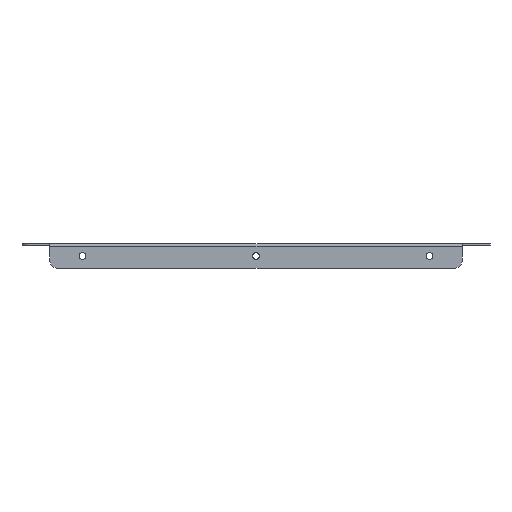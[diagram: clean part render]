
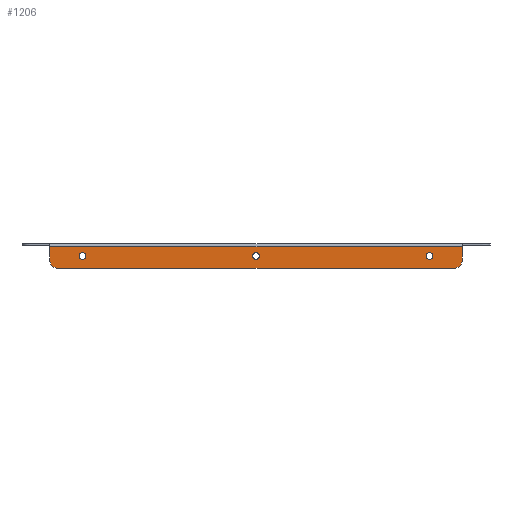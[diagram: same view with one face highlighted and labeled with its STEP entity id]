
A CAD part, front view. The second image highlights one B-rep face of the part: STEP entity #1206.
In plain terms, the highlighted planar face has unit normal (0, -1, 0).
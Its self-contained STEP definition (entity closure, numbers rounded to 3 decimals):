
#36 = EDGE_CURVE ( 'NONE', #1207, #251, #773, .T. ) ;
#42 = DIRECTION ( 'NONE',  ( 1., 0., 0. ) ) ;
#60 = DIRECTION ( 'NONE',  ( 0., 1., 0. ) ) ;
#65 = AXIS2_PLACEMENT_3D ( 'NONE', #1526, #659, #2009 ) ;
#88 = CARTESIAN_POINT ( 'NONE',  ( -126.25, -99.8, -1.8 ) ) ;
#92 = AXIS2_PLACEMENT_3D ( 'NONE', #1464, #246, #1642 ) ;
#170 = EDGE_CURVE ( 'NONE', #607, #1207, #1112, .T. ) ;
#171 = ORIENTED_EDGE ( 'NONE', *, *, #1870, .T. ) ;
#192 = VERTEX_POINT ( 'NONE', #1790 ) ;
#216 = EDGE_CURVE ( 'NONE', #192, #850, #1282, .T. ) ;
#230 = EDGE_LOOP ( 'NONE', ( #282, #891, #1876, #2182, #1714, #1019 ) ) ;
#246 = DIRECTION ( 'NONE',  ( 0., 1., 0. ) ) ;
#251 = VERTEX_POINT ( 'NONE', #633 ) ;
#267 = CARTESIAN_POINT ( 'NONE',  ( 0., -99.8, -5.4 ) ) ;
#282 = ORIENTED_EDGE ( 'NONE', *, *, #170, .T. ) ;
#301 = EDGE_CURVE ( 'NONE', #251, #856, #1137, .T. ) ;
#350 = AXIS2_PLACEMENT_3D ( 'NONE', #1219, #1546, #1020 ) ;
#362 = ORIENTED_EDGE ( 'NONE', *, *, #418, .T. ) ;
#372 = VECTOR ( 'NONE', #1709, 1000. ) ;
#376 = CARTESIAN_POINT ( 'NONE',  ( 126.25, -99.8, -1.8 ) ) ;
#406 = EDGE_CURVE ( 'NONE', #607, #850, #477, .T. ) ;
#417 = FACE_BOUND ( 'NONE', #1787, .T. ) ;
#418 = EDGE_CURVE ( 'NONE', #1155, #709, #1782, .T. ) ;
#419 = CIRCLE ( 'NONE', #1183, 5. ) ;
#444 = PLANE ( 'NONE',  #92 ) ;
#473 = FACE_BOUND ( 'NONE', #1764, .T. ) ;
#477 = LINE ( 'NONE', #376, #803 ) ;
#498 = DIRECTION ( 'NONE',  ( 0., 1., 0. ) ) ;
#575 = CARTESIAN_POINT ( 'NONE',  ( -126.25, -99.8, 0. ) ) ;
#584 = CARTESIAN_POINT ( 'NONE',  ( 106.25, -99.8, -7.5 ) ) ;
#607 = VERTEX_POINT ( 'NONE', #88 ) ;
#610 = VERTEX_POINT ( 'NONE', #267 ) ;
#627 = CARTESIAN_POINT ( 'NONE',  ( 106.25, -99.8, -9.6 ) ) ;
#633 = CARTESIAN_POINT ( 'NONE',  ( -121.25, -99.8, -15. ) ) ;
#659 = DIRECTION ( 'NONE',  ( 0., -1., 0. ) ) ;
#673 = DIRECTION ( 'NONE',  ( 0., 0., 1. ) ) ;
#709 = VERTEX_POINT ( 'NONE', #627 ) ;
#713 = DIRECTION ( 'NONE',  ( 0., 0., 1. ) ) ;
#734 = ORIENTED_EDGE ( 'NONE', *, *, #1751, .T. ) ;
#773 = CIRCLE ( 'NONE', #65, 5. ) ;
#803 = VECTOR ( 'NONE', #42, 1000. ) ;
#837 = EDGE_CURVE ( 'NONE', #970, #610, #1555, .T. ) ;
#850 = VERTEX_POINT ( 'NONE', #983 ) ;
#856 = VERTEX_POINT ( 'NONE', #1887 ) ;
#857 = AXIS2_PLACEMENT_3D ( 'NONE', #2183, #1318, #1673 ) ;
#861 = CARTESIAN_POINT ( 'NONE',  ( 0., -99.8, -15. ) ) ;
#891 = ORIENTED_EDGE ( 'NONE', *, *, #36, .T. ) ;
#893 = EDGE_CURVE ( 'NONE', #856, #192, #419, .T. ) ;
#954 = DIRECTION ( 'NONE',  ( 0., 0., 1. ) ) ;
#970 = VERTEX_POINT ( 'NONE', #1576 ) ;
#983 = CARTESIAN_POINT ( 'NONE',  ( 126.25, -99.8, -1.8 ) ) ;
#985 = EDGE_CURVE ( 'NONE', #610, #970, #1220, .T. ) ;
#1019 = ORIENTED_EDGE ( 'NONE', *, *, #406, .F. ) ;
#1020 = DIRECTION ( 'NONE',  ( 0., 0., 1. ) ) ;
#1022 = DIRECTION ( 'NONE',  ( 0., 1., 0. ) ) ;
#1031 = FACE_OUTER_BOUND ( 'NONE', #230, .T. ) ;
#1102 = CARTESIAN_POINT ( 'NONE',  ( 106.25, -99.8, -5.4 ) ) ;
#1112 = LINE ( 'NONE', #575, #1752 ) ;
#1124 = EDGE_LOOP ( 'NONE', ( #1463, #1261 ) ) ;
#1137 = LINE ( 'NONE', #861, #372 ) ;
#1144 = CARTESIAN_POINT ( 'NONE',  ( -106.25, -99.8, -9.6 ) ) ;
#1155 = VERTEX_POINT ( 'NONE', #1102 ) ;
#1183 = AXIS2_PLACEMENT_3D ( 'NONE', #1375, #1908, #713 ) ;
#1206 = ADVANCED_FACE ( 'NONE', ( #473, #1393, #417, #1031 ), #444, .F. ) ;
#1207 = VERTEX_POINT ( 'NONE', #1824 ) ;
#1219 = CARTESIAN_POINT ( 'NONE',  ( 0., -99.8, -7.5 ) ) ;
#1220 = CIRCLE ( 'NONE', #350, 2.1 ) ;
#1223 = AXIS2_PLACEMENT_3D ( 'NONE', #2052, #1022, #2062 ) ;
#1261 = ORIENTED_EDGE ( 'NONE', *, *, #837, .T. ) ;
#1274 = CARTESIAN_POINT ( 'NONE',  ( -106.25, -99.8, -5.4 ) ) ;
#1282 = LINE ( 'NONE', #1643, #1444 ) ;
#1318 = DIRECTION ( 'NONE',  ( 0., 1., 0. ) ) ;
#1375 = CARTESIAN_POINT ( 'NONE',  ( 121.25, -99.8, -10. ) ) ;
#1381 = VERTEX_POINT ( 'NONE', #1144 ) ;
#1393 = FACE_BOUND ( 'NONE', #1124, .T. ) ;
#1444 = VECTOR ( 'NONE', #954, 1000. ) ;
#1463 = ORIENTED_EDGE ( 'NONE', *, *, #985, .T. ) ;
#1464 = CARTESIAN_POINT ( 'NONE',  ( 0., -99.8, 0. ) ) ;
#1469 = AXIS2_PLACEMENT_3D ( 'NONE', #2219, #498, #673 ) ;
#1526 = CARTESIAN_POINT ( 'NONE',  ( -121.25, -99.8, -10. ) ) ;
#1546 = DIRECTION ( 'NONE',  ( 0., 1., 0. ) ) ;
#1555 = CIRCLE ( 'NONE', #1469, 2.1 ) ;
#1571 = DIRECTION ( 'NONE',  ( 0., 0., 1. ) ) ;
#1576 = CARTESIAN_POINT ( 'NONE',  ( 0., -99.8, -9.6 ) ) ;
#1579 = DIRECTION ( 'NONE',  ( 0., 0., 1. ) ) ;
#1608 = AXIS2_PLACEMENT_3D ( 'NONE', #1774, #2122, #1579 ) ;
#1642 = DIRECTION ( 'NONE',  ( 0., 0., 1. ) ) ;
#1643 = CARTESIAN_POINT ( 'NONE',  ( 126.25, -99.8, 0. ) ) ;
#1673 = DIRECTION ( 'NONE',  ( 0., 0., 1. ) ) ;
#1686 = CIRCLE ( 'NONE', #1223, 2.1 ) ;
#1709 = DIRECTION ( 'NONE',  ( 1., 0., 0. ) ) ;
#1714 = ORIENTED_EDGE ( 'NONE', *, *, #216, .T. ) ;
#1751 = EDGE_CURVE ( 'NONE', #1381, #1903, #1686, .T. ) ;
#1752 = VECTOR ( 'NONE', #2077, 1000. ) ;
#1764 = EDGE_LOOP ( 'NONE', ( #2020, #734 ) ) ;
#1774 = CARTESIAN_POINT ( 'NONE',  ( 106.25, -99.8, -7.5 ) ) ;
#1782 = CIRCLE ( 'NONE', #1608, 2.1 ) ;
#1787 = EDGE_LOOP ( 'NONE', ( #362, #171 ) ) ;
#1790 = CARTESIAN_POINT ( 'NONE',  ( 126.25, -99.8, -10. ) ) ;
#1824 = CARTESIAN_POINT ( 'NONE',  ( -126.25, -99.8, -10. ) ) ;
#1860 = CIRCLE ( 'NONE', #1925, 2.1 ) ;
#1870 = EDGE_CURVE ( 'NONE', #709, #1155, #1860, .T. ) ;
#1876 = ORIENTED_EDGE ( 'NONE', *, *, #301, .T. ) ;
#1887 = CARTESIAN_POINT ( 'NONE',  ( 121.25, -99.8, -15. ) ) ;
#1903 = VERTEX_POINT ( 'NONE', #1274 ) ;
#1908 = DIRECTION ( 'NONE',  ( 0., -1., 0. ) ) ;
#1925 = AXIS2_PLACEMENT_3D ( 'NONE', #584, #60, #1571 ) ;
#1933 = CIRCLE ( 'NONE', #857, 2.1 ) ;
#2009 = DIRECTION ( 'NONE',  ( 0., 0., 1. ) ) ;
#2020 = ORIENTED_EDGE ( 'NONE', *, *, #2075, .T. ) ;
#2052 = CARTESIAN_POINT ( 'NONE',  ( -106.25, -99.8, -7.5 ) ) ;
#2062 = DIRECTION ( 'NONE',  ( 0., 0., 1. ) ) ;
#2075 = EDGE_CURVE ( 'NONE', #1903, #1381, #1933, .T. ) ;
#2077 = DIRECTION ( 'NONE',  ( 0., 0., -1. ) ) ;
#2122 = DIRECTION ( 'NONE',  ( 0., 1., 0. ) ) ;
#2182 = ORIENTED_EDGE ( 'NONE', *, *, #893, .T. ) ;
#2183 = CARTESIAN_POINT ( 'NONE',  ( -106.25, -99.8, -7.5 ) ) ;
#2219 = CARTESIAN_POINT ( 'NONE',  ( 0., -99.8, -7.5 ) ) ;
